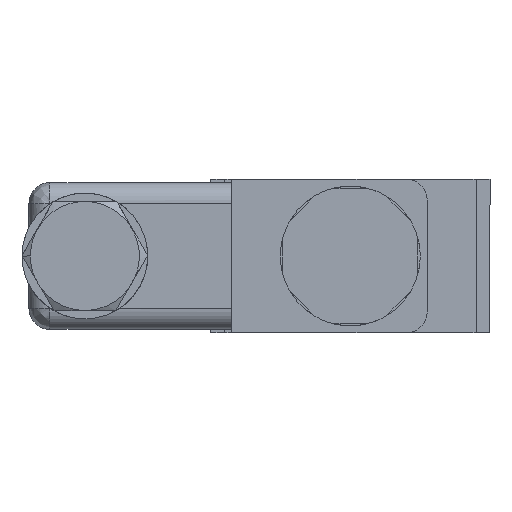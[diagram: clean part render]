
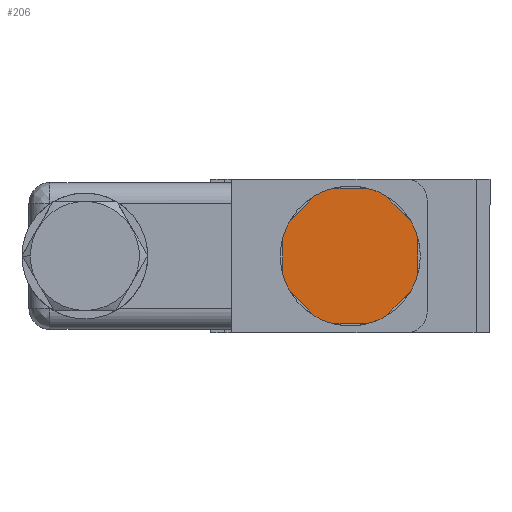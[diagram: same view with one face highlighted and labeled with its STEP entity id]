
A CAD part, left-side view. The second image highlights one B-rep face of the part: STEP entity #206.
In plain terms, the highlighted planar face has unit normal (-1, 0, 0).
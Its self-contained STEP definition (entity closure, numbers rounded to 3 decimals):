
#92 = DIRECTION ( 'NONE',  ( -1., 0., 0. ) ) ;
#97 = LINE ( 'NONE', #5571, #6076 ) ;
#156 = VERTEX_POINT ( 'NONE', #1007 ) ;
#184 = CIRCLE ( 'NONE', #6420, 10. ) ;
#206 = ADVANCED_FACE ( 'NONE', ( #3945 ), #612, .T. ) ;
#298 = CARTESIAN_POINT ( 'NONE',  ( -124.659, -26.237, 37.579 ) ) ;
#351 = VERTEX_POINT ( 'NONE', #3018 ) ;
#461 = DIRECTION ( 'NONE',  ( 0., 1., 0. ) ) ;
#482 = ORIENTED_EDGE ( 'NONE', *, *, #4031, .T. ) ;
#520 = VERTEX_POINT ( 'NONE', #2073 ) ;
#599 = LINE ( 'NONE', #6520, #2442 ) ;
#612 = PLANE ( 'NONE',  #3318 ) ;
#629 = DIRECTION ( 'NONE',  ( 0., -0.707, 0.707 ) ) ;
#680 = ORIENTED_EDGE ( 'NONE', *, *, #2996, .T. ) ;
#686 = CARTESIAN_POINT ( 'NONE',  ( -124.659, -20.121, 22.82 ) ) ;
#703 = VERTEX_POINT ( 'NONE', #1623 ) ;
#730 = CARTESIAN_POINT ( 'NONE',  ( -124.659, -38.419, 25.395 ) ) ;
#755 = CARTESIAN_POINT ( 'NONE',  ( -124.659, -19.055, 30.398 ) ) ;
#844 = AXIS2_PLACEMENT_3D ( 'NONE', #5298, #4379, #4841 ) ;
#901 = DIRECTION ( 'NONE',  ( 0., -1., 0. ) ) ;
#935 = DIRECTION ( 'NONE',  ( 0., 1., 0. ) ) ;
#957 = CARTESIAN_POINT ( 'NONE',  ( -124.659, -28.737, 27.897 ) ) ;
#1000 = ORIENTED_EDGE ( 'NONE', *, *, #2152, .T. ) ;
#1007 = CARTESIAN_POINT ( 'NONE',  ( -124.659, -19.054, 25.399 ) ) ;
#1130 = VERTEX_POINT ( 'NONE', #686 ) ;
#1143 = ORIENTED_EDGE ( 'NONE', *, *, #3075, .T. ) ;
#1158 = VERTEX_POINT ( 'NONE', #1204 ) ;
#1172 = DIRECTION ( 'NONE',  ( -1., 0., 0. ) ) ;
#1179 = CIRCLE ( 'NONE', #844, 10. ) ;
#1199 = VECTOR ( 'NONE', #4552, 1000. ) ;
#1204 = CARTESIAN_POINT ( 'NONE',  ( -124.659, -31.237, 37.579 ) ) ;
#1280 = EDGE_CURVE ( 'NONE', #2709, #6633, #6093, .T. ) ;
#1336 = ORIENTED_EDGE ( 'NONE', *, *, #2802, .T. ) ;
#1349 = CARTESIAN_POINT ( 'NONE',  ( -124.659, -38.419, 25.395 ) ) ;
#1377 = DIRECTION ( 'NONE',  ( -1., 0., 0. ) ) ;
#1532 = DIRECTION ( 'NONE',  ( 0., 1., 0. ) ) ;
#1539 = AXIS2_PLACEMENT_3D ( 'NONE', #6600, #1377, #5136 ) ;
#1542 = DIRECTION ( 'NONE',  ( -1., 0., 0. ) ) ;
#1604 = CARTESIAN_POINT ( 'NONE',  ( -124.659, -37.352, 32.975 ) ) ;
#1623 = CARTESIAN_POINT ( 'NONE',  ( -124.659, -23.658, 36.511 ) ) ;
#1647 = DIRECTION ( 'NONE',  ( 0., 0.707, 0.707 ) ) ;
#1723 = LINE ( 'NONE', #4165, #2232 ) ;
#1760 = ORIENTED_EDGE ( 'NONE', *, *, #5532, .T. ) ;
#1774 = VECTOR ( 'NONE', #6001, 1000. ) ;
#2002 = VERTEX_POINT ( 'NONE', #3684 ) ;
#2014 = EDGE_CURVE ( 'NONE', #2002, #520, #4959, .T. ) ;
#2073 = CARTESIAN_POINT ( 'NONE',  ( -124.659, -19.055, 30.398 ) ) ;
#2086 = ORIENTED_EDGE ( 'NONE', *, *, #6180, .T. ) ;
#2131 = AXIS2_PLACEMENT_3D ( 'NONE', #6718, #4727, #461 ) ;
#2152 = EDGE_CURVE ( 'NONE', #520, #156, #5194, .T. ) ;
#2216 = CARTESIAN_POINT ( 'NONE',  ( -124.659, -19.054, 37.579 ) ) ;
#2232 = VECTOR ( 'NONE', #3585, 1000. ) ;
#2269 = EDGE_CURVE ( 'NONE', #2981, #2709, #3877, .T. ) ;
#2349 = EDGE_CURVE ( 'NONE', #5316, #5275, #6158, .T. ) ;
#2442 = VECTOR ( 'NONE', #3965, 1000. ) ;
#2519 = EDGE_CURVE ( 'NONE', #2596, #1158, #184, .T. ) ;
#2561 = CARTESIAN_POINT ( 'NONE',  ( -124.659, -28.737, 27.897 ) ) ;
#2596 = VERTEX_POINT ( 'NONE', #6492 ) ;
#2617 = DIRECTION ( 'NONE',  ( -1., 0., 0. ) ) ;
#2709 = VERTEX_POINT ( 'NONE', #730 ) ;
#2802 = EDGE_CURVE ( 'NONE', #351, #2596, #5195, .T. ) ;
#2820 = LINE ( 'NONE', #6260, #5559 ) ;
#2852 = DIRECTION ( 'NONE',  ( 0., 1., 0. ) ) ;
#2981 = VERTEX_POINT ( 'NONE', #4880 ) ;
#2996 = EDGE_CURVE ( 'NONE', #5275, #3168, #97, .T. ) ;
#3018 = CARTESIAN_POINT ( 'NONE',  ( -124.659, -37.352, 32.975 ) ) ;
#3048 = AXIS2_PLACEMENT_3D ( 'NONE', #2561, #6229, #3132 ) ;
#3075 = EDGE_CURVE ( 'NONE', #6633, #351, #6571, .T. ) ;
#3132 = DIRECTION ( 'NONE',  ( 0., 1., 0. ) ) ;
#3165 = DIRECTION ( 'NONE',  ( 0., 1., 0. ) ) ;
#3168 = VERTEX_POINT ( 'NONE', #4718 ) ;
#3272 = ORIENTED_EDGE ( 'NONE', *, *, #4641, .T. ) ;
#3318 = AXIS2_PLACEMENT_3D ( 'NONE', #2216, #92, #5912 ) ;
#3336 = EDGE_LOOP ( 'NONE', ( #1336, #3675, #5644, #3272, #482, #5350, #1000, #1760, #2086, #3881, #680, #4715, #4735, #5213, #5659, #1143 ) ) ;
#3340 = EDGE_CURVE ( 'NONE', #5604, #2981, #6160, .T. ) ;
#3377 = DIRECTION ( 'NONE',  ( -1., 0., 0. ) ) ;
#3504 = CIRCLE ( 'NONE', #3513, 10. ) ;
#3513 = AXIS2_PLACEMENT_3D ( 'NONE', #957, #2617, #935 ) ;
#3585 = DIRECTION ( 'NONE',  ( 0., -0.707, -0.707 ) ) ;
#3675 = ORIENTED_EDGE ( 'NONE', *, *, #2519, .T. ) ;
#3684 = CARTESIAN_POINT ( 'NONE',  ( -124.659, -20.123, 32.976 ) ) ;
#3783 = CARTESIAN_POINT ( 'NONE',  ( -124.659, -33.813, 19.281 ) ) ;
#3803 = EDGE_CURVE ( 'NONE', #3168, #5604, #1179, .T. ) ;
#3877 = CIRCLE ( 'NONE', #1539, 10. ) ;
#3881 = ORIENTED_EDGE ( 'NONE', *, *, #2349, .T. ) ;
#3887 = DIRECTION ( 'NONE',  ( 0., 1., 0. ) ) ;
#3945 = FACE_OUTER_BOUND ( 'NONE', #3336, .T. ) ;
#3965 = DIRECTION ( 'NONE',  ( 0., 0.707, -0.707 ) ) ;
#4031 = EDGE_CURVE ( 'NONE', #703, #2002, #599, .T. ) ;
#4165 = CARTESIAN_POINT ( 'NONE',  ( -124.659, -20.121, 22.82 ) ) ;
#4189 = CIRCLE ( 'NONE', #4349, 10. ) ;
#4349 = AXIS2_PLACEMENT_3D ( 'NONE', #5502, #3377, #2852 ) ;
#4379 = DIRECTION ( 'NONE',  ( -1., 0., 0. ) ) ;
#4463 = CARTESIAN_POINT ( 'NONE',  ( -124.659, -26.234, 18.215 ) ) ;
#4552 = DIRECTION ( 'NONE',  ( 0., 0., 1. ) ) ;
#4579 = AXIS2_PLACEMENT_3D ( 'NONE', #4750, #1542, #3165 ) ;
#4641 = EDGE_CURVE ( 'NONE', #5891, #703, #4189, .T. ) ;
#4711 = VECTOR ( 'NONE', #1647, 1000. ) ;
#4715 = ORIENTED_EDGE ( 'NONE', *, *, #3803, .T. ) ;
#4718 = CARTESIAN_POINT ( 'NONE',  ( -124.659, -31.234, 18.213 ) ) ;
#4727 = DIRECTION ( 'NONE',  ( -1., 0., 0. ) ) ;
#4735 = ORIENTED_EDGE ( 'NONE', *, *, #3340, .T. ) ;
#4750 = CARTESIAN_POINT ( 'NONE',  ( -124.659, -28.737, 27.897 ) ) ;
#4841 = DIRECTION ( 'NONE',  ( 0., 1., 0. ) ) ;
#4880 = CARTESIAN_POINT ( 'NONE',  ( -124.659, -37.35, 22.816 ) ) ;
#4893 = CARTESIAN_POINT ( 'NONE',  ( -124.659, -33.813, 19.281 ) ) ;
#4959 = CIRCLE ( 'NONE', #4579, 10. ) ;
#5136 = DIRECTION ( 'NONE',  ( 0., 1., 0. ) ) ;
#5194 = LINE ( 'NONE', #755, #1774 ) ;
#5195 = LINE ( 'NONE', #1604, #4711 ) ;
#5213 = ORIENTED_EDGE ( 'NONE', *, *, #2269, .T. ) ;
#5275 = VERTEX_POINT ( 'NONE', #4463 ) ;
#5298 = CARTESIAN_POINT ( 'NONE',  ( -124.659, -28.737, 27.897 ) ) ;
#5316 = VERTEX_POINT ( 'NONE', #5553 ) ;
#5350 = ORIENTED_EDGE ( 'NONE', *, *, #2014, .T. ) ;
#5502 = CARTESIAN_POINT ( 'NONE',  ( -124.659, -28.737, 27.897 ) ) ;
#5526 = EDGE_CURVE ( 'NONE', #1158, #5891, #2820, .T. ) ;
#5532 = EDGE_CURVE ( 'NONE', #156, #1130, #3504, .T. ) ;
#5553 = CARTESIAN_POINT ( 'NONE',  ( -124.659, -23.655, 19.284 ) ) ;
#5559 = VECTOR ( 'NONE', #1532, 1000. ) ;
#5571 = CARTESIAN_POINT ( 'NONE',  ( -124.659, -28.734, 18.214 ) ) ;
#5604 = VERTEX_POINT ( 'NONE', #3783 ) ;
#5644 = ORIENTED_EDGE ( 'NONE', *, *, #5526, .T. ) ;
#5659 = ORIENTED_EDGE ( 'NONE', *, *, #1280, .T. ) ;
#5825 = VECTOR ( 'NONE', #629, 1000. ) ;
#5891 = VERTEX_POINT ( 'NONE', #298 ) ;
#5912 = DIRECTION ( 'NONE',  ( 0., 0., -1. ) ) ;
#6001 = DIRECTION ( 'NONE',  ( 0., 0., -1. ) ) ;
#6076 = VECTOR ( 'NONE', #901, 1000. ) ;
#6093 = LINE ( 'NONE', #1349, #1199 ) ;
#6158 = CIRCLE ( 'NONE', #2131, 10. ) ;
#6160 = LINE ( 'NONE', #4893, #5825 ) ;
#6180 = EDGE_CURVE ( 'NONE', #1130, #5316, #1723, .T. ) ;
#6229 = DIRECTION ( 'NONE',  ( -1., 0., 0. ) ) ;
#6259 = CARTESIAN_POINT ( 'NONE',  ( -124.659, -38.42, 30.395 ) ) ;
#6260 = CARTESIAN_POINT ( 'NONE',  ( -124.659, -28.737, 37.579 ) ) ;
#6420 = AXIS2_PLACEMENT_3D ( 'NONE', #6472, #1172, #3887 ) ;
#6472 = CARTESIAN_POINT ( 'NONE',  ( -124.659, -28.737, 27.897 ) ) ;
#6492 = CARTESIAN_POINT ( 'NONE',  ( -124.659, -33.816, 36.511 ) ) ;
#6520 = CARTESIAN_POINT ( 'NONE',  ( -124.659, -23.658, 36.511 ) ) ;
#6571 = CIRCLE ( 'NONE', #3048, 10. ) ;
#6600 = CARTESIAN_POINT ( 'NONE',  ( -124.659, -28.737, 27.897 ) ) ;
#6633 = VERTEX_POINT ( 'NONE', #6259 ) ;
#6718 = CARTESIAN_POINT ( 'NONE',  ( -124.659, -28.737, 27.897 ) ) ;
